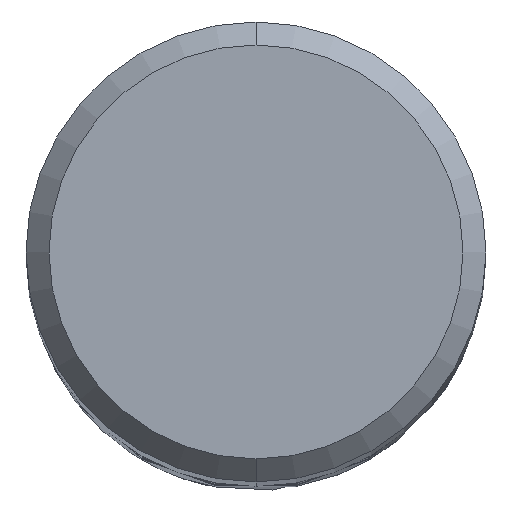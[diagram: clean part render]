
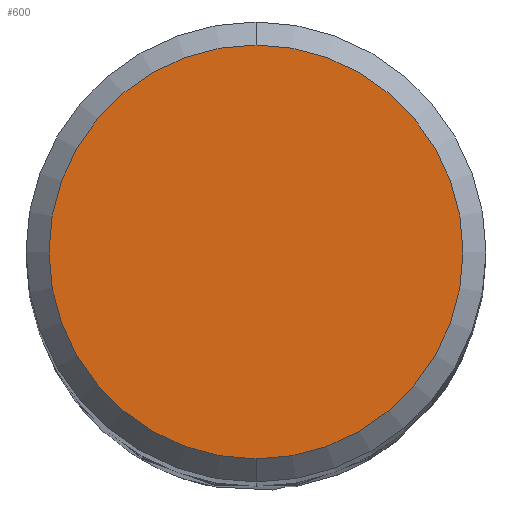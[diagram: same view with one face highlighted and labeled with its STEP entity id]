
A CAD part, top view. The second image highlights one B-rep face of the part: STEP entity #600.
In plain terms, the highlighted planar face has unit normal (0, 0, 1).
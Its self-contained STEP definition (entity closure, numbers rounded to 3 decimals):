
#424=EDGE_CURVE('',#632,#922,#1083,.T.);
#540=EDGE_CURVE('',#922,#632,#1206,.T.);
#600=ADVANCED_FACE('',(#1274),#1275,.T.);
#632=VERTEX_POINT('',#1308);
#922=VERTEX_POINT('',#1632);
#1083=CIRCLE('',#3045,3.6);
#1206=CIRCLE('',#5149,3.6);
#1274=FACE_OUTER_BOUND('',#5471,.T.);
#1275=PLANE('',#5472);
#1308=CARTESIAN_POINT('',(0.,-3.6,0.0));
#1632=CARTESIAN_POINT('',(0.0,3.6,0.0));
#3045=AXIS2_PLACEMENT_3D('',#9817,#9818,#9819);
#5149=AXIS2_PLACEMENT_3D('',#9923,#9924,#9925);
#5471=EDGE_LOOP('',(#10022,#10023));
#5472=AXIS2_PLACEMENT_3D('',#10024,#10025,#10026);
#9817=CARTESIAN_POINT('',(0.0,0.0,0.0));
#9818=DIRECTION('',(0.0,0.0,-1.0));
#9819=DIRECTION('',(0.0,1.0,0.0));
#9923=CARTESIAN_POINT('',(0.0,0.0,0.0));
#9924=DIRECTION('',(0.0,0.0,-1.0));
#9925=DIRECTION('',(0.0,1.0,0.0));
#10022=ORIENTED_EDGE('',*,*,#540,.F.);
#10023=ORIENTED_EDGE('',*,*,#424,.F.);
#10024=CARTESIAN_POINT('',(0.0,1.8,0.0));
#10025=DIRECTION('',(-0.0,0.0,1.0));
#10026=DIRECTION('',(0.0,-1.0,0.0));
